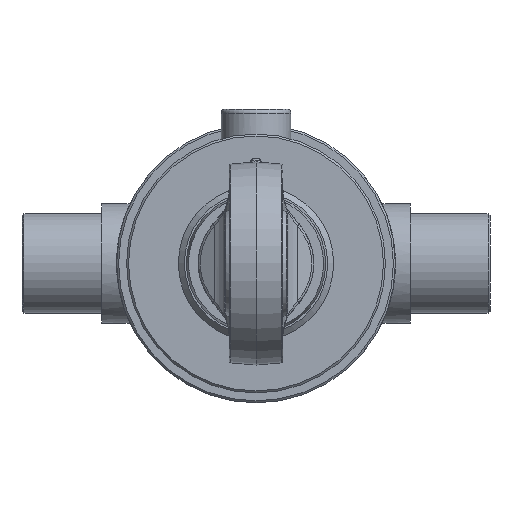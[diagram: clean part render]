
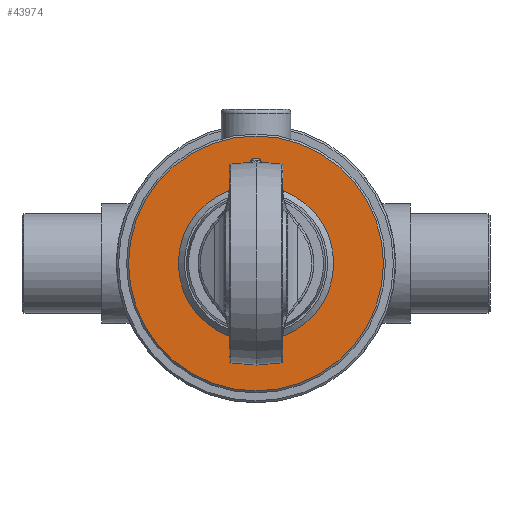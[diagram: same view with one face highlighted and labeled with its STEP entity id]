
A CAD part, front view. The second image highlights one B-rep face of the part: STEP entity #43974.
In plain terms, the highlighted planar face has unit normal (0, -1, 0).
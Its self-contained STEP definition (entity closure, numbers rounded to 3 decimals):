
#43940=CARTESIAN_POINT('',(0.,-307.,64.));
#43941=VERTEX_POINT('',#43940);
#43942=CARTESIAN_POINT('',(0.0,-307.,0.));
#43943=DIRECTION('',(0.0,1.0,0.0));
#43944=DIRECTION('',(0.0,0.0,-1.0));
#43945=AXIS2_PLACEMENT_3D('',#43942,#43943,#43944);
#43946=CIRCLE('',#43945,64.);
#43947=EDGE_CURVE('',#43941,#43941,#43946,.T.);
#43955=CARTESIAN_POINT('',(0.0,-307.,52.));
#43956=DIRECTION('',(0.0,-1.0,0.0));
#43957=DIRECTION('',(0.0,0.0,-1.0));
#43958=AXIS2_PLACEMENT_3D('',#43955,#43956,#43957);
#43959=PLANE('',#43958);
#43960=ORIENTED_EDGE('',*,*,#43947,.F.);
#43961=EDGE_LOOP('',(#43960));
#43962=FACE_OUTER_BOUND('',#43961,.T.);
#43963=CARTESIAN_POINT('',(0.0,-307.,39.));
#43964=VERTEX_POINT('',#43963);
#43965=CARTESIAN_POINT('',(0.0,-307.,0.));
#43966=DIRECTION('',(0.0,1.0,0.0));
#43967=DIRECTION('',(0.0,0.0,1.0));
#43968=AXIS2_PLACEMENT_3D('',#43965,#43966,#43967);
#43969=CIRCLE('',#43968,39.);
#43970=EDGE_CURVE('',#43964,#43964,#43969,.T.);
#43971=ORIENTED_EDGE('',*,*,#43970,.T.);
#43972=EDGE_LOOP('',(#43971));
#43973=FACE_BOUND('',#43972,.T.);
#43974=ADVANCED_FACE('',(#43962,#43973),#43959,.T.);
